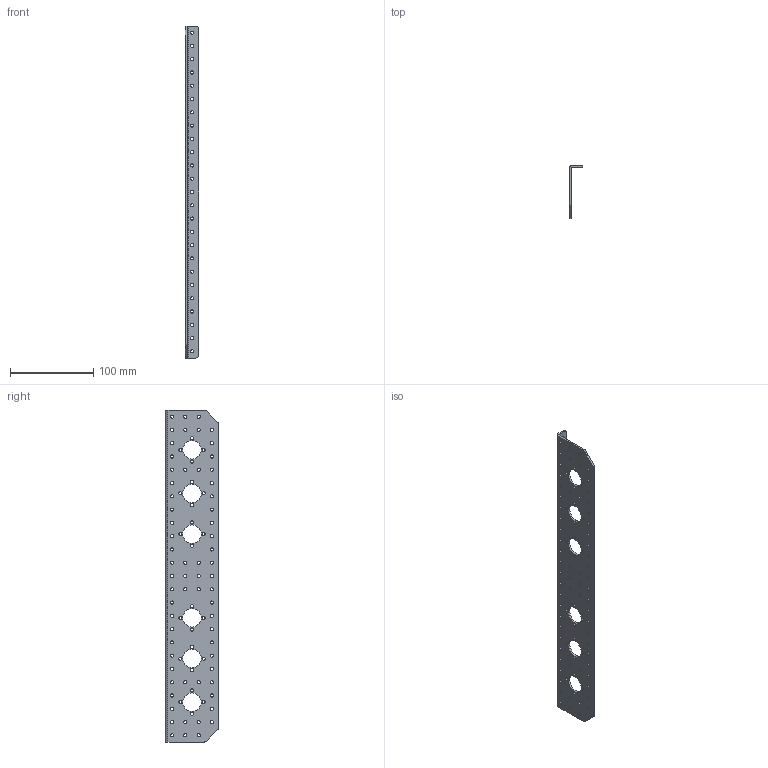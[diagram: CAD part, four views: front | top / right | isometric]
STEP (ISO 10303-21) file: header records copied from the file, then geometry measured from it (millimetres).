
FILE_DESCRIPTION (( 'STEP AP203' ), '1' );
FILE_NAME ('am-4757 MecanAM Side Plate.STEP', '2022-07-05T18:08:19', ( '' ), ( '' ), 'SwSTEP 2.0', 'SolidWorks 2021', '' );
FILE_SCHEMA (( 'CONFIG_CONTROL_DESIGN' ));
Length unit declared in the file: inch
Products named in the file (1): am-4757 MecanAM Side Plate
Bounding box: 15.75 x 64 x 400 mm (x, y, z)
Volume: 61173.9 mm3; surface area: 59743.1 mm2
Topology: 1 solids, 1 shells, 264 faces, 778 edges, 516 vertices
Faces by surface type: cylinder 250, plane 14
Entity records: 9661 total; most frequent: DIRECTION 1808, CARTESIAN_POINT 1559, ORIENTED_EDGE 1556, EDGE_CURVE 778, AXIS2_PLACEMENT_3D 765, VERTEX_POINT 516, EDGE_LOOP 506, CIRCLE 500
